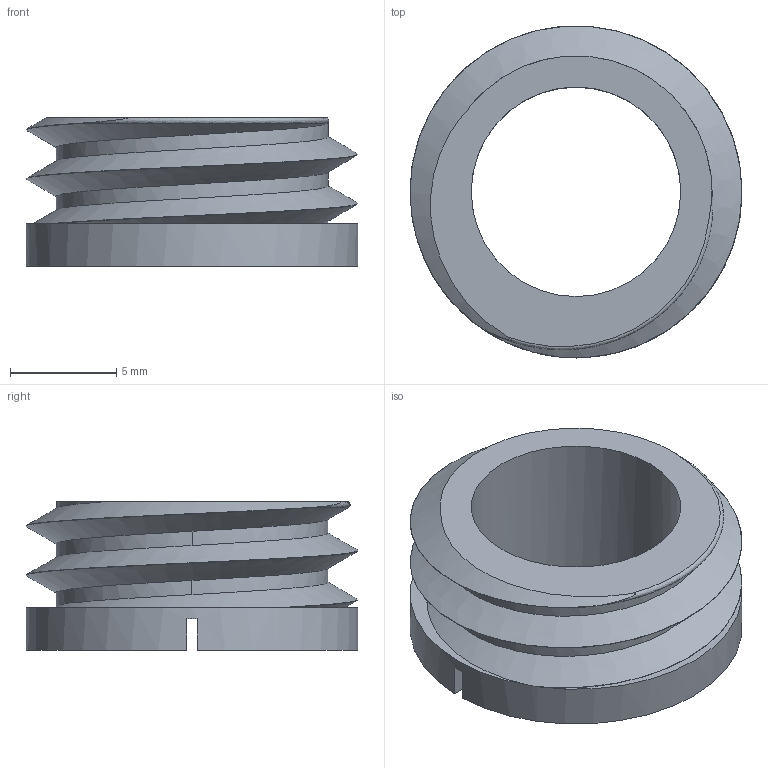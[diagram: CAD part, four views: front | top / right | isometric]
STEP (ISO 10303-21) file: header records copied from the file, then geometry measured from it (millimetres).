
FILE_DESCRIPTION(/* description */ (''),/* implementation_level */ '2;1');
FILE_NAME(/* name */ 'RM Optic Screw.step',/* time_stamp */ '2021-01-29T17:44:40-06:00',/* author */ (''),/* organization */ (''),/* preprocessor_version */ 'ST-DEVELOPER v18.1',/* originating_system */ 'Autodesk Translation Framework v9.7.1.1290',/* authorisation */ '');
FILE_SCHEMA (('AUTOMOTIVE_DESIGN { 1 0 10303 214 3 1 1 }'));
Length unit declared in the file: millimetre
Products named in the file (1): RM Optic Screw
Bounding box: 15.6 x 15.6 x 7 mm (x, y, z)
Volume: 594.8 mm3; surface area: 921.8 mm2
Topology: 1 solids, 1 shells, 20 faces, 59 edges, 40 vertices
Faces by surface type: plane 10, cylinder 7, bspline 3
Full cylindrical faces by diameter (mm): 9.85 x1, 12.786 x1, 15.603 x2
Entity records: 2440 total; most frequent: CARTESIAN_POINT 1895, ORIENTED_EDGE 118, DIRECTION 88, EDGE_CURVE 59, VERTEX_POINT 40, AXIS2_PLACEMENT_3D 33, B_SPLINE_CURVE_WITH_KNOTS 22, LINE 22
